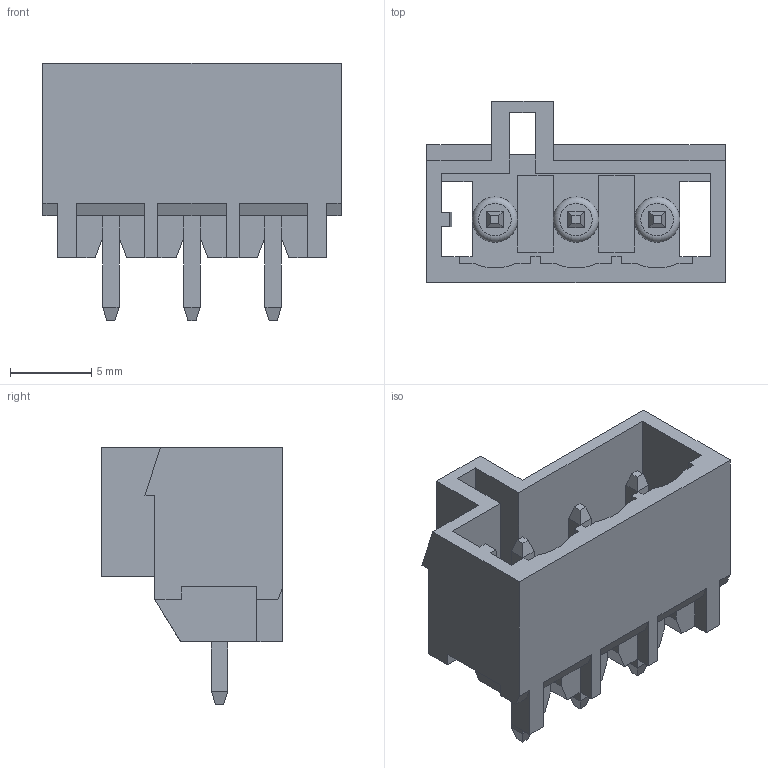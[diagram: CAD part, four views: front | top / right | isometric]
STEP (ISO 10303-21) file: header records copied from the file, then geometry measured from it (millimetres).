
FILE_DESCRIPTION(/* description */ ('Unknown'),/* implementation_level */ '2;1');
FILE_NAME(/* name */ '691371700003B',/* time_stamp */ '2018-07-12T08:38:14+02:00',/* author */ ('Unknown'),/* organization */ ('Unknown'),/* preprocessor_version */ 'ST-DEVELOPER v16.7',/* originating_system */ 'DEX',/* authorisation */ $);
FILE_SCHEMA (('AUTOMOTIVE_DESIGN {1 0 10303 214 3 1 1}'));
Length unit declared in the file: millimetre
Products named in the file (3): 6913717000xxB; 691371700003B; 6913717000xxB_PIN
Assembly tree (4 placements, depth 2):
  6913717000xxB
    691371700003B
    6913717000xxB_PIN  x3
Bounding box: 18.4 x 11.2 x 15.9 mm (x, y, z)
Volume: 766.1 mm3; surface area: 1769.8 mm2
Topology: 4 solids, 4 shells, 172 faces, 481 edges, 305 vertices
Faces by surface type: plane 163, cylinder 6, torus 3
Full cylindrical faces by diameter (mm): 2.8 x3
Entity records: 4746 total; most frequent: CARTESIAN_POINT 835, ORIENTED_EDGE 832, DIRECTION 732, EDGE_CURVE 416, LINE 398, VECTOR 398, VERTEX_POINT 270, AXIS2_PLACEMENT_3D 167
